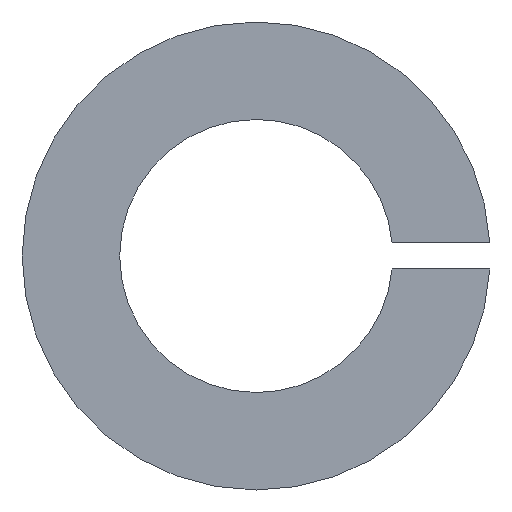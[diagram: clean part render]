
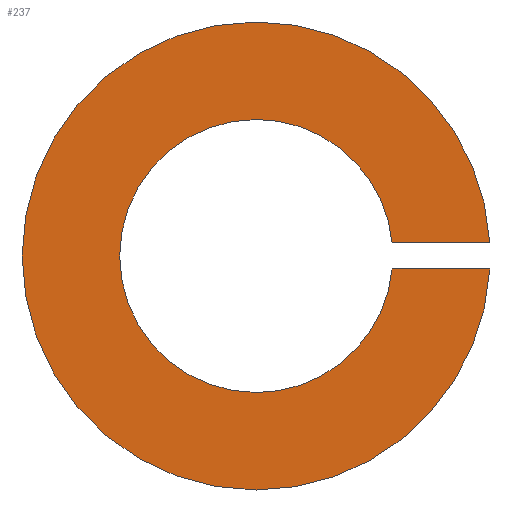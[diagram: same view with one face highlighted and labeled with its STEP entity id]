
A CAD part, front view. The second image highlights one B-rep face of the part: STEP entity #237.
In plain terms, the highlighted planar face has unit normal (0, -1, 0).
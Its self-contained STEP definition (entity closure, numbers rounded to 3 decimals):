
#6 = DIRECTION ( 'NONE',  ( 0., 0., 1. ) ) ;
#7 = AXIS2_PLACEMENT_3D ( 'NONE', #45, #43, #6 ) ;
#10 = VECTOR ( 'NONE', #274, 1000. ) ;
#12 = LINE ( 'NONE', #339, #10 ) ;
#13 = CARTESIAN_POINT ( 'NONE',  ( 2., 0., 0.2 ) ) ;
#16 = CIRCLE ( 'NONE', #286, 2.1 ) ;
#25 = CIRCLE ( 'NONE', #288, 2.1 ) ;
#34 = VECTOR ( 'NONE', #205, 1000. ) ;
#35 = FACE_OUTER_BOUND ( 'NONE', #136, .T. ) ;
#37 = CIRCLE ( 'NONE', #290, 2.1 ) ;
#38 = CIRCLE ( 'NONE', #292, 3.6 ) ;
#43 = DIRECTION ( 'NONE',  ( 0., 1., 0. ) ) ;
#45 = CARTESIAN_POINT ( 'NONE',  ( 0., 0., 0. ) ) ;
#53 = LINE ( 'NONE', #13, #34 ) ;
#54 = DIRECTION ( 'NONE',  ( 0., 1., 0. ) ) ;
#75 = CIRCLE ( 'NONE', #180, 3.6 ) ;
#81 = CIRCLE ( 'NONE', #7, 3.6 ) ;
#87 = CARTESIAN_POINT ( 'NONE',  ( 0., 0., 0. ) ) ;
#94 = VERTEX_POINT ( 'NONE', #155 ) ;
#102 = VERTEX_POINT ( 'NONE', #214 ) ;
#104 = VERTEX_POINT ( 'NONE', #216 ) ;
#113 = DIRECTION ( 'NONE',  ( 0., 1., 0. ) ) ;
#116 = DIRECTION ( 'NONE',  ( 0., 0., 1. ) ) ;
#117 = ORIENTED_EDGE ( 'NONE', *, *, #173, .F. ) ;
#119 = EDGE_CURVE ( 'NONE', #104, #331, #75, .T. ) ;
#136 = EDGE_LOOP ( 'NONE', ( #239, #170, #329, #307, #280, #192, #117, #330 ) ) ;
#139 = CARTESIAN_POINT ( 'NONE',  ( 3.594, 0., 0.2 ) ) ;
#152 = CARTESIAN_POINT ( 'NONE',  ( 0., 0., 0. ) ) ;
#153 = PLANE ( 'NONE',  #285 ) ;
#154 = DIRECTION ( 'NONE',  ( 0., 1., 0. ) ) ;
#155 = CARTESIAN_POINT ( 'NONE',  ( 0., 0., 2.1 ) ) ;
#162 = VERTEX_POINT ( 'NONE', #175 ) ;
#170 = ORIENTED_EDGE ( 'NONE', *, *, #242, .T. ) ;
#173 = EDGE_CURVE ( 'NONE', #331, #231, #81, .T. ) ;
#174 = DIRECTION ( 'NONE',  ( 0., 0., 1. ) ) ;
#175 = CARTESIAN_POINT ( 'NONE',  ( 2.09, 0., -0.2 ) ) ;
#180 = AXIS2_PLACEMENT_3D ( 'NONE', #306, #269, #190 ) ;
#190 = DIRECTION ( 'NONE',  ( 0., 0., 1. ) ) ;
#192 = ORIENTED_EDGE ( 'NONE', *, *, #226, .T. ) ;
#205 = DIRECTION ( 'NONE',  ( 1., 0., 0. ) ) ;
#206 = CARTESIAN_POINT ( 'NONE',  ( 0., 0., 0. ) ) ;
#214 = CARTESIAN_POINT ( 'NONE',  ( 0., 0., -2.1 ) ) ;
#216 = CARTESIAN_POINT ( 'NONE',  ( 0., 0., -3.6 ) ) ;
#220 = EDGE_CURVE ( 'NONE', #319, #104, #38, .T. ) ;
#222 = EDGE_CURVE ( 'NONE', #94, #259, #37, .T. ) ;
#226 = EDGE_CURVE ( 'NONE', #259, #231, #53, .T. ) ;
#231 = VERTEX_POINT ( 'NONE', #139 ) ;
#232 = EDGE_CURVE ( 'NONE', #102, #94, #25, .T. ) ;
#237 = ADVANCED_FACE ( 'NONE', ( #35 ), #153, .F. ) ;
#238 = DIRECTION ( 'NONE',  ( 0., 0., 1. ) ) ;
#239 = ORIENTED_EDGE ( 'NONE', *, *, #220, .F. ) ;
#240 = CARTESIAN_POINT ( 'NONE',  ( 0., 0., 3.6 ) ) ;
#241 = EDGE_CURVE ( 'NONE', #162, #102, #16, .T. ) ;
#242 = EDGE_CURVE ( 'NONE', #319, #162, #12, .T. ) ;
#243 = CARTESIAN_POINT ( 'NONE',  ( 3.594, 0., -0.2 ) ) ;
#259 = VERTEX_POINT ( 'NONE', #276 ) ;
#265 = CARTESIAN_POINT ( 'NONE',  ( 0., 0., 0. ) ) ;
#269 = DIRECTION ( 'NONE',  ( 0., 1., 0. ) ) ;
#270 = DIRECTION ( 'NONE',  ( 0., 1., 0. ) ) ;
#274 = DIRECTION ( 'NONE',  ( -1., 0., 0. ) ) ;
#276 = CARTESIAN_POINT ( 'NONE',  ( 2.09, 0., 0.2 ) ) ;
#280 = ORIENTED_EDGE ( 'NONE', *, *, #222, .T. ) ;
#285 = AXIS2_PLACEMENT_3D ( 'NONE', #206, #54, #238 ) ;
#286 = AXIS2_PLACEMENT_3D ( 'NONE', #322, #154, #341 ) ;
#288 = AXIS2_PLACEMENT_3D ( 'NONE', #87, #270, #116 ) ;
#290 = AXIS2_PLACEMENT_3D ( 'NONE', #152, #334, #174 ) ;
#292 = AXIS2_PLACEMENT_3D ( 'NONE', #265, #113, #300 ) ;
#300 = DIRECTION ( 'NONE',  ( 0., 0., 1. ) ) ;
#306 = CARTESIAN_POINT ( 'NONE',  ( 0., 0., 0. ) ) ;
#307 = ORIENTED_EDGE ( 'NONE', *, *, #232, .T. ) ;
#319 = VERTEX_POINT ( 'NONE', #243 ) ;
#322 = CARTESIAN_POINT ( 'NONE',  ( 0., 0., 0. ) ) ;
#329 = ORIENTED_EDGE ( 'NONE', *, *, #241, .T. ) ;
#330 = ORIENTED_EDGE ( 'NONE', *, *, #119, .F. ) ;
#331 = VERTEX_POINT ( 'NONE', #240 ) ;
#334 = DIRECTION ( 'NONE',  ( 0., 1., 0. ) ) ;
#339 = CARTESIAN_POINT ( 'NONE',  ( 2., 0., -0.2 ) ) ;
#341 = DIRECTION ( 'NONE',  ( 0., 0., 1. ) ) ;
